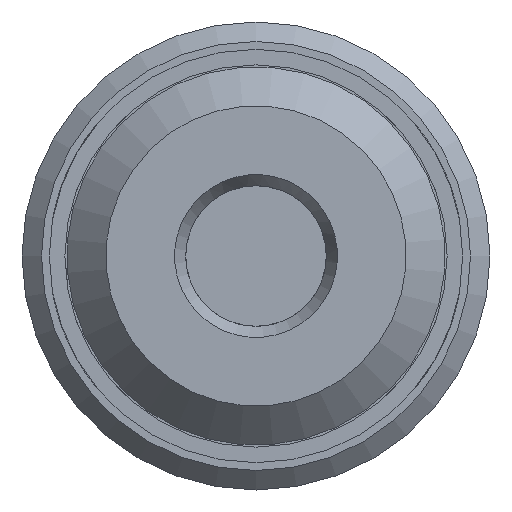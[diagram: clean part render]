
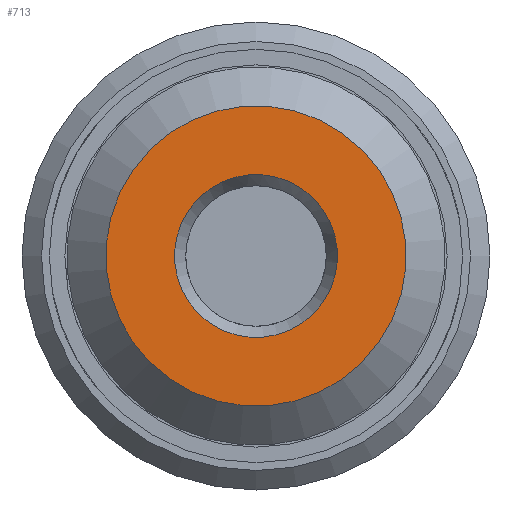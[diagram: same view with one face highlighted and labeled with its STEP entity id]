
A CAD part, front view. The second image highlights one B-rep face of the part: STEP entity #713.
In plain terms, the highlighted planar face has unit normal (0, -1, 0).
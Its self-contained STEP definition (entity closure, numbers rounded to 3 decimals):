
#40=FACE_BOUND('',#119,.T.);
#63=PLANE('',#779);
#78=FACE_OUTER_BOUND('',#118,.T.);
#118=EDGE_LOOP('',(#469));
#119=EDGE_LOOP('',(#470));
#227=CIRCLE('',#780,3.85);
#228=CIRCLE('',#781,2.089);
#287=VERTEX_POINT('',#1113);
#288=VERTEX_POINT('',#1115);
#363=EDGE_CURVE('',#287,#287,#227,.T.);
#364=EDGE_CURVE('',#288,#288,#228,.T.);
#469=ORIENTED_EDGE('',*,*,#363,.F.);
#470=ORIENTED_EDGE('',*,*,#364,.F.);
#713=ADVANCED_FACE('',(#78,#40),#63,.T.);
#779=AXIS2_PLACEMENT_3D('',#1112,#889,#890);
#780=AXIS2_PLACEMENT_3D('',#1114,#891,#892);
#781=AXIS2_PLACEMENT_3D('',#1116,#893,#894);
#889=DIRECTION('center_axis',(0.,-1.,0.));
#890=DIRECTION('ref_axis',(0.085,0.,0.996));
#891=DIRECTION('center_axis',(0.,1.,0.));
#892=DIRECTION('ref_axis',(0.996,0.,-0.085));
#893=DIRECTION('center_axis',(0.,-1.,0.));
#894=DIRECTION('ref_axis',(0.996,0.,-0.085));
#1112=CARTESIAN_POINT('Origin',(3.738,-24.901,10.586));
#1113=CARTESIAN_POINT('',(1.695,-24.901,10.761));
#1114=CARTESIAN_POINT('Origin',(5.531,-24.901,10.432));
#1115=CARTESIAN_POINT('',(3.45,-24.901,10.611));
#1116=CARTESIAN_POINT('Origin',(5.531,-24.901,10.432));
